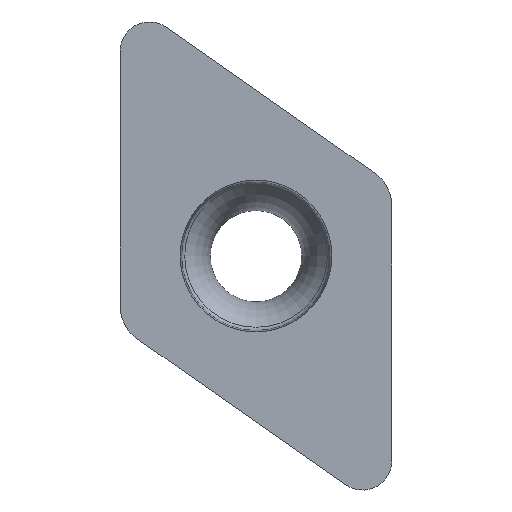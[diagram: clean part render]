
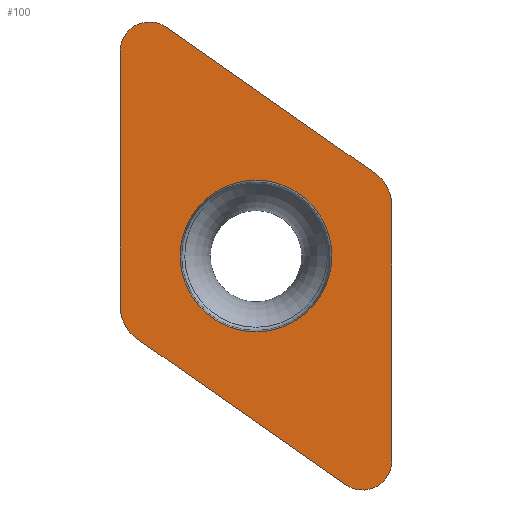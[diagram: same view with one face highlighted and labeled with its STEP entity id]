
A CAD part, top view. The second image highlights one B-rep face of the part: STEP entity #100.
In plain terms, the highlighted planar face has unit normal (0, 0, 1).
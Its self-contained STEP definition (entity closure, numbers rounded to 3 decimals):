
#100=ADVANCED_FACE('',(#209,#210),#112,.T.);
#112=PLANE('',#612);
#129=LINE('',#897,#167);
#133=LINE('',#908,#171);
#141=LINE('',#924,#179);
#145=LINE('',#935,#183);
#167=VECTOR('',#639,1.);
#171=VECTOR('',#651,1.);
#179=VECTOR('',#661,1.);
#183=VECTOR('',#673,1.);
#209=FACE_BOUND('',#241,.T.);
#210=FACE_BOUND('',#242,.T.);
#241=EDGE_LOOP('',(#370));
#242=EDGE_LOOP('',(#371,#372,#373,#374,#375,#376,#377,#378));
#370=ORIENTED_EDGE('',*,*,#490,.F.);
#371=ORIENTED_EDGE('',*,*,#477,.F.);
#372=ORIENTED_EDGE('',*,*,#473,.T.);
#373=ORIENTED_EDGE('',*,*,#483,.T.);
#374=ORIENTED_EDGE('',*,*,#465,.T.);
#375=ORIENTED_EDGE('',*,*,#463,.F.);
#376=ORIENTED_EDGE('',*,*,#459,.T.);
#377=ORIENTED_EDGE('',*,*,#486,.T.);
#378=ORIENTED_EDGE('',*,*,#479,.T.);
#409=VERTEX_POINT('',#896);
#410=VERTEX_POINT('',#898);
#411=VERTEX_POINT('',#902);
#413=VERTEX_POINT('',#909);
#419=VERTEX_POINT('',#923);
#420=VERTEX_POINT('',#925);
#421=VERTEX_POINT('',#929);
#423=VERTEX_POINT('',#936);
#429=VERTEX_POINT('',#989);
#459=EDGE_CURVE('',#410,#409,#129,.T.);
#463=EDGE_CURVE('',#410,#411,#508,.T.);
#465=EDGE_CURVE('',#413,#411,#133,.T.);
#473=EDGE_CURVE('',#420,#419,#141,.T.);
#477=EDGE_CURVE('',#420,#421,#509,.T.);
#479=EDGE_CURVE('',#423,#421,#145,.T.);
#483=EDGE_CURVE('',#419,#413,#510,.T.);
#486=EDGE_CURVE('',#409,#423,#511,.T.);
#490=EDGE_CURVE('',#429,#429,#513,.T.);
#508=CIRCLE('',#580,1.191);
#509=CIRCLE('',#585,1.191);
#510=CIRCLE('',#588,1.6);
#511=CIRCLE('',#590,1.6);
#513=CIRCLE('',#593,3.071);
#580=AXIS2_PLACEMENT_3D('',#905,#646,#647);
#585=AXIS2_PLACEMENT_3D('',#932,#668,#669);
#588=AXIS2_PLACEMENT_3D('',#943,#679,#680);
#590=AXIS2_PLACEMENT_3D('',#963,#683,#684);
#593=AXIS2_PLACEMENT_3D('',#988,#689,#690);
#612=AXIS2_PLACEMENT_3D('',#1094,#739,#740);
#639=DIRECTION('',(0.,1.,0.));
#646=DIRECTION('',(0.,0.,-1.));
#647=DIRECTION('',(1.,0.,0.));
#651=DIRECTION('',(0.819,-0.574,0.));
#661=DIRECTION('',(0.,-1.,0.));
#668=DIRECTION('',(0.,0.,-1.));
#669=DIRECTION('',(1.,0.,0.));
#673=DIRECTION('',(-0.819,0.574,0.));
#679=DIRECTION('',(0.,0.,1.));
#680=DIRECTION('',(1.,0.,0.));
#683=DIRECTION('',(0.,0.,1.));
#684=DIRECTION('',(1.,0.,0.));
#689=DIRECTION('',(0.,0.,1.));
#690=DIRECTION('',(1.,0.,0.));
#739=DIRECTION('',(0.,0.,1.));
#740=DIRECTION('',(1.,0.,0.));
#896=CARTESIAN_POINT('',(5.5,2.03,0.));
#897=CARTESIAN_POINT('',(5.5,7.722,0.));
#898=CARTESIAN_POINT('',(5.5,-8.278,0.));
#902=CARTESIAN_POINT('',(3.626,-9.253,0.));
#905=CARTESIAN_POINT('',(4.309,-8.278,0.));
#908=CARTESIAN_POINT('',(-9.48,-0.076,0.));
#909=CARTESIAN_POINT('',(-4.818,-3.341,0.));
#923=CARTESIAN_POINT('',(-5.5,-2.03,0.));
#924=CARTESIAN_POINT('',(-5.5,-7.722,0.));
#925=CARTESIAN_POINT('',(-5.5,8.278,0.));
#929=CARTESIAN_POINT('',(-3.626,9.253,0.));
#932=CARTESIAN_POINT('',(-4.309,8.278,0.));
#935=CARTESIAN_POINT('',(9.48,0.076,0.));
#936=CARTESIAN_POINT('',(4.818,3.341,0.));
#943=CARTESIAN_POINT('',(-3.9,-2.03,0.));
#963=CARTESIAN_POINT('',(3.9,2.03,0.));
#988=CARTESIAN_POINT('',(0.,0.,0.));
#989=CARTESIAN_POINT('',(3.071,0.,0.));
#1094=CARTESIAN_POINT('',(0.,0.,0.));
